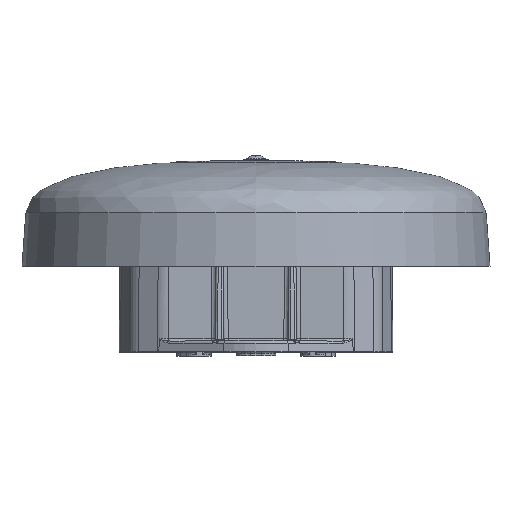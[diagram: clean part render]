
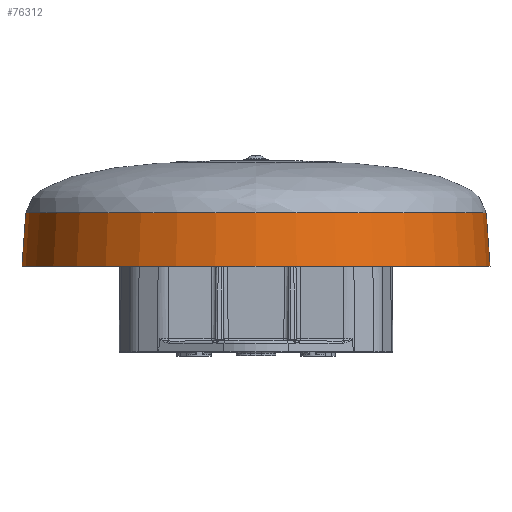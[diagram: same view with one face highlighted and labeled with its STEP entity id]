
A CAD part, top view. The second image highlights one B-rep face of the part: STEP entity #76312.
In plain terms, the highlighted conical face has half-angle 4 degrees and reference radius 107.652 mm.
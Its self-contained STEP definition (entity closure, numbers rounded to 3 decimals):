
#689 = FACE_OUTER_BOUND ( 'NONE', #29717, .T. ) ;
#8089 = DIRECTION ( 'NONE',  ( 0., 0., 1. ) ) ;
#13517 = CARTESIAN_POINT ( 'NONE',  ( 0., 39.9, 25.4 ) ) ;
#29717 = EDGE_LOOP ( 'NONE', ( #119271 ) ) ;
#30425 = FACE_BOUND ( 'NONE', #112910, .T. ) ;
#30717 = DIRECTION ( 'NONE',  ( 0., 0., -1. ) ) ;
#32399 = EDGE_CURVE ( 'NONE', #136629, #136629, #97265, .T. ) ;
#34114 = CONICAL_SURFACE ( 'NONE', #63031, 107.652, 0.07 ) ;
#36427 = AXIS2_PLACEMENT_3D ( 'NONE', #13517, #107878, #85458 ) ;
#48824 = VERTEX_POINT ( 'NONE', #141961 ) ;
#52867 = CIRCLE ( 'NONE', #36427, 109.4 ) ;
#54242 = CARTESIAN_POINT ( 'NONE',  ( 0., 64.9, 25.4 ) ) ;
#63031 = AXIS2_PLACEMENT_3D ( 'NONE', #54242, #90150, #30717 ) ;
#67581 = CARTESIAN_POINT ( 'NONE',  ( 0., 64.9, 25.4 ) ) ;
#76312 = ADVANCED_FACE ( 'NONE', ( #689, #30425 ), #34114, .T. ) ;
#80027 = EDGE_CURVE ( 'NONE', #48824, #48824, #52867, .T. ) ;
#85458 = DIRECTION ( 'NONE',  ( 0., 0., 1. ) ) ;
#90150 = DIRECTION ( 'NONE',  ( 0., -1., 0. ) ) ;
#90752 = ORIENTED_EDGE ( 'NONE', *, *, #32399, .F. ) ;
#93855 = CARTESIAN_POINT ( 'NONE',  ( 0., 64.9, 133.052 ) ) ;
#97265 = CIRCLE ( 'NONE', #141724, 107.652 ) ;
#103421 = DIRECTION ( 'NONE',  ( 0., 1., 0. ) ) ;
#107878 = DIRECTION ( 'NONE',  ( 0., 1., 0. ) ) ;
#112910 = EDGE_LOOP ( 'NONE', ( #90752 ) ) ;
#119271 = ORIENTED_EDGE ( 'NONE', *, *, #80027, .T. ) ;
#136629 = VERTEX_POINT ( 'NONE', #93855 ) ;
#141724 = AXIS2_PLACEMENT_3D ( 'NONE', #67581, #103421, #8089 ) ;
#141961 = CARTESIAN_POINT ( 'NONE',  ( 0., 39.9, 134.8 ) ) ;
